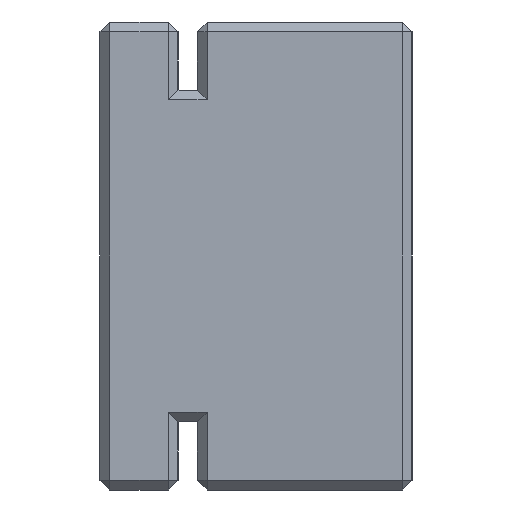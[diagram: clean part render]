
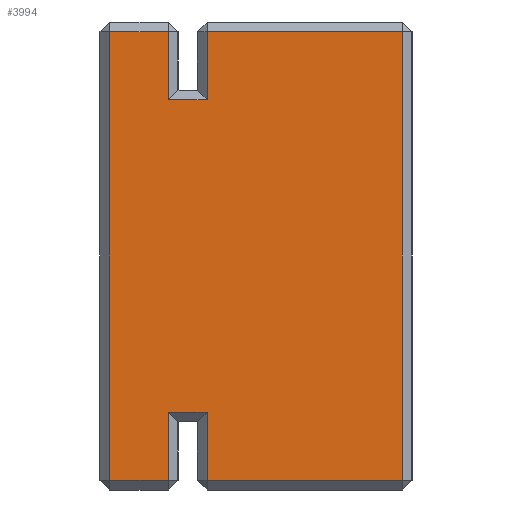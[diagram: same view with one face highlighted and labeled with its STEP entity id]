
A CAD part, left-side view. The second image highlights one B-rep face of the part: STEP entity #3994.
In plain terms, the highlighted planar face has unit normal (-1, 0, 0).
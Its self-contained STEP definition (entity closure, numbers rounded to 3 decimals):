
#14 = EDGE_CURVE ( 'NONE', #922, #1118, #4794, .T. ) ;
#259 = CARTESIAN_POINT ( 'NONE',  ( 0., 3.75, -5.75 ) ) ;
#428 = EDGE_CURVE ( 'NONE', #2441, #1299, #6993, .T. ) ;
#576 = CARTESIAN_POINT ( 'NONE',  ( 0., 1.25, -5.75 ) ) ;
#687 = CARTESIAN_POINT ( 'NONE',  ( 0., 0., 5.75 ) ) ;
#691 = VERTEX_POINT ( 'NONE', #3792 ) ;
#701 = VERTEX_POINT ( 'NONE', #3904 ) ;
#752 = CARTESIAN_POINT ( 'NONE',  ( 0., 2.25, -4. ) ) ;
#769 = VERTEX_POINT ( 'NONE', #752 ) ;
#798 = VECTOR ( 'NONE', #941, 1000. ) ;
#799 = EDGE_CURVE ( 'NONE', #691, #1955, #5895, .T. ) ;
#899 = CARTESIAN_POINT ( 'NONE',  ( 0., -3.75, 5.75 ) ) ;
#922 = VERTEX_POINT ( 'NONE', #899 ) ;
#941 = DIRECTION ( 'NONE',  ( 0., 1., 0. ) ) ;
#984 = CARTESIAN_POINT ( 'NONE',  ( 0., 1.25, 0. ) ) ;
#1000 = LINE ( 'NONE', #8149, #798 ) ;
#1088 = EDGE_CURVE ( 'NONE', #1982, #922, #1924, .T. ) ;
#1118 = VERTEX_POINT ( 'NONE', #5013 ) ;
#1131 = EDGE_CURVE ( 'NONE', #1299, #1982, #3871, .T. ) ;
#1299 = VERTEX_POINT ( 'NONE', #576 ) ;
#1367 = CARTESIAN_POINT ( 'NONE',  ( 0., 0., -5.75 ) ) ;
#1416 = VECTOR ( 'NONE', #7558, 1000. ) ;
#1436 = VECTOR ( 'NONE', #5554, 1000. ) ;
#1546 = CARTESIAN_POINT ( 'NONE',  ( 0., 1.25, -4. ) ) ;
#1629 = DIRECTION ( 'NONE',  ( 0., 0., -1. ) ) ;
#1785 = VERTEX_POINT ( 'NONE', #3924 ) ;
#1924 = LINE ( 'NONE', #3124, #5105 ) ;
#1955 = VERTEX_POINT ( 'NONE', #2175 ) ;
#1974 = LINE ( 'NONE', #687, #4550 ) ;
#1982 = VERTEX_POINT ( 'NONE', #6601 ) ;
#2015 = CARTESIAN_POINT ( 'NONE',  ( 0., 0., 0. ) ) ;
#2051 = EDGE_CURVE ( 'NONE', #7552, #691, #1000, .T. ) ;
#2128 = PLANE ( 'NONE',  #4555 ) ;
#2175 = CARTESIAN_POINT ( 'NONE',  ( 0., 2.25, 5.75 ) ) ;
#2323 = EDGE_CURVE ( 'NONE', #4707, #1785, #8120, .T. ) ;
#2441 = VERTEX_POINT ( 'NONE', #1546 ) ;
#2525 = ORIENTED_EDGE ( 'NONE', *, *, #2730, .T. ) ;
#2730 = EDGE_CURVE ( 'NONE', #701, #4707, #5677, .T. ) ;
#3010 = VECTOR ( 'NONE', #3060, 1000. ) ;
#3036 = VECTOR ( 'NONE', #6561, 1000. ) ;
#3060 = DIRECTION ( 'NONE',  ( 0., 0., 1. ) ) ;
#3124 = CARTESIAN_POINT ( 'NONE',  ( 0., -3.75, 0. ) ) ;
#3340 = VECTOR ( 'NONE', #5083, 1000. ) ;
#3701 = LINE ( 'NONE', #4878, #8267 ) ;
#3744 = ORIENTED_EDGE ( 'NONE', *, *, #428, .T. ) ;
#3792 = CARTESIAN_POINT ( 'NONE',  ( 0., 2.25, 4. ) ) ;
#3796 = ORIENTED_EDGE ( 'NONE', *, *, #7403, .T. ) ;
#3871 = LINE ( 'NONE', #6345, #5007 ) ;
#3904 = CARTESIAN_POINT ( 'NONE',  ( 0., 3.75, 5.75 ) ) ;
#3924 = CARTESIAN_POINT ( 'NONE',  ( 0., 2.25, -5.75 ) ) ;
#3991 = CARTESIAN_POINT ( 'NONE',  ( 0., 2.25, 0. ) ) ;
#3994 = ADVANCED_FACE ( 'NONE', ( #5863 ), #2128, .F. ) ;
#4035 = LINE ( 'NONE', #5563, #3010 ) ;
#4421 = CARTESIAN_POINT ( 'NONE',  ( 0., 3.75, 0. ) ) ;
#4550 = VECTOR ( 'NONE', #7801, 1000. ) ;
#4555 = AXIS2_PLACEMENT_3D ( 'NONE', #2015, #7962, #5998 ) ;
#4656 = ORIENTED_EDGE ( 'NONE', *, *, #1088, .T. ) ;
#4707 = VERTEX_POINT ( 'NONE', #259 ) ;
#4794 = LINE ( 'NONE', #5703, #1416 ) ;
#4850 = ORIENTED_EDGE ( 'NONE', *, *, #2051, .T. ) ;
#4878 = CARTESIAN_POINT ( 'NONE',  ( 0., 0., -4. ) ) ;
#4912 = LINE ( 'NONE', #984, #1436 ) ;
#5007 = VECTOR ( 'NONE', #6405, 1000. ) ;
#5013 = CARTESIAN_POINT ( 'NONE',  ( 0., 1.25, 5.75 ) ) ;
#5069 = EDGE_CURVE ( 'NONE', #1955, #701, #1974, .T. ) ;
#5083 = DIRECTION ( 'NONE',  ( 0., 0., -1. ) ) ;
#5105 = VECTOR ( 'NONE', #7701, 1000. ) ;
#5284 = VECTOR ( 'NONE', #1629, 1000. ) ;
#5444 = EDGE_CURVE ( 'NONE', #1785, #769, #4035, .T. ) ;
#5554 = DIRECTION ( 'NONE',  ( 0., 0., -1. ) ) ;
#5563 = CARTESIAN_POINT ( 'NONE',  ( 0., 2.25, 0. ) ) ;
#5664 = ORIENTED_EDGE ( 'NONE', *, *, #5069, .T. ) ;
#5677 = LINE ( 'NONE', #4421, #3340 ) ;
#5703 = CARTESIAN_POINT ( 'NONE',  ( 0., 0., 5.75 ) ) ;
#5863 = FACE_OUTER_BOUND ( 'NONE', #6065, .T. ) ;
#5895 = LINE ( 'NONE', #3991, #7010 ) ;
#5961 = DIRECTION ( 'NONE',  ( 0., 0., 1. ) ) ;
#5998 = DIRECTION ( 'NONE',  ( 0., 0., -1. ) ) ;
#6065 = EDGE_LOOP ( 'NONE', ( #7289, #4656, #7305, #6879, #4850, #7089, #5664, #2525, #7391, #6479, #3796, #3744 ) ) ;
#6345 = CARTESIAN_POINT ( 'NONE',  ( 0., 0., -5.75 ) ) ;
#6405 = DIRECTION ( 'NONE',  ( 0., -1., 0. ) ) ;
#6479 = ORIENTED_EDGE ( 'NONE', *, *, #5444, .T. ) ;
#6561 = DIRECTION ( 'NONE',  ( 0., -1., 0. ) ) ;
#6601 = CARTESIAN_POINT ( 'NONE',  ( 0., -3.75, -5.75 ) ) ;
#6666 = DIRECTION ( 'NONE',  ( 0., -1., 0. ) ) ;
#6753 = CARTESIAN_POINT ( 'NONE',  ( 0., 1.25, 0. ) ) ;
#6879 = ORIENTED_EDGE ( 'NONE', *, *, #8445, .T. ) ;
#6993 = LINE ( 'NONE', #6753, #5284 ) ;
#7010 = VECTOR ( 'NONE', #5961, 1000. ) ;
#7089 = ORIENTED_EDGE ( 'NONE', *, *, #799, .T. ) ;
#7289 = ORIENTED_EDGE ( 'NONE', *, *, #1131, .T. ) ;
#7305 = ORIENTED_EDGE ( 'NONE', *, *, #14, .T. ) ;
#7391 = ORIENTED_EDGE ( 'NONE', *, *, #2323, .T. ) ;
#7403 = EDGE_CURVE ( 'NONE', #769, #2441, #3701, .T. ) ;
#7552 = VERTEX_POINT ( 'NONE', #7600 ) ;
#7558 = DIRECTION ( 'NONE',  ( 0., 1., 0. ) ) ;
#7600 = CARTESIAN_POINT ( 'NONE',  ( 0., 1.25, 4. ) ) ;
#7701 = DIRECTION ( 'NONE',  ( 0., 0., 1. ) ) ;
#7801 = DIRECTION ( 'NONE',  ( 0., 1., 0. ) ) ;
#7962 = DIRECTION ( 'NONE',  ( 1., 0., 0. ) ) ;
#8120 = LINE ( 'NONE', #1367, #3036 ) ;
#8149 = CARTESIAN_POINT ( 'NONE',  ( 0., 0., 4. ) ) ;
#8267 = VECTOR ( 'NONE', #6666, 1000. ) ;
#8445 = EDGE_CURVE ( 'NONE', #1118, #7552, #4912, .T. ) ;
